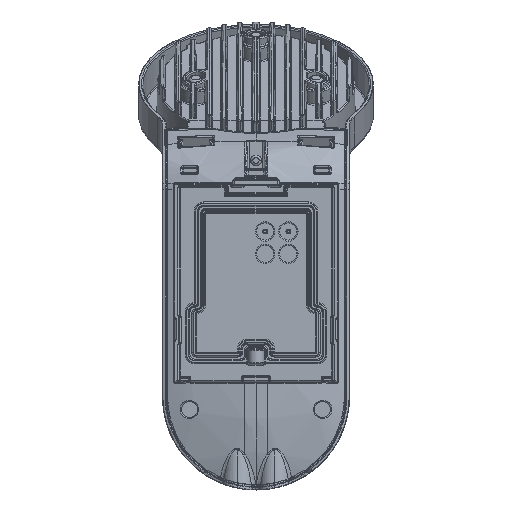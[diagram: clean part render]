
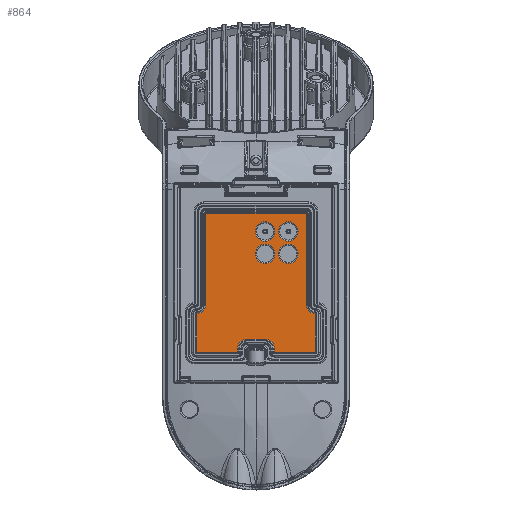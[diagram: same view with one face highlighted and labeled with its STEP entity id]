
A CAD part, left-side view. The second image highlights one B-rep face of the part: STEP entity #864.
In plain terms, the highlighted planar face has unit normal (-1, 0, 0).
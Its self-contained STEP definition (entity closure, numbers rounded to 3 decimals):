
#367=CARTESIAN_POINT('Vertex',(4.,0.226,-20.731)) ;
#370=CARTESIAN_POINT('Axis2P3D Location',(4.,-4.024,-20.731)) ;
#374=CARTESIAN_POINT('Vertex',(4.,-8.274,-20.731)) ;
#406=CARTESIAN_POINT('Axis2P3D Location',(4.,-4.024,-20.731)) ;
#458=CARTESIAN_POINT('Vertex',(4.,-18.437,-20.731)) ;
#461=CARTESIAN_POINT('Axis2P3D Location',(4.,-14.187,-20.731)) ;
#465=CARTESIAN_POINT('Vertex',(4.,-9.937,-20.731)) ;
#497=CARTESIAN_POINT('Axis2P3D Location',(4.,-14.187,-20.731)) ;
#568=CARTESIAN_POINT('Vertex',(4.,0.226,-30.543)) ;
#571=CARTESIAN_POINT('Axis2P3D Location',(4.,-4.024,-30.543)) ;
#575=CARTESIAN_POINT('Vertex',(4.,-8.274,-30.543)) ;
#607=CARTESIAN_POINT('Axis2P3D Location',(4.,-4.024,-30.543)) ;
#678=CARTESIAN_POINT('Vertex',(4.,-18.437,-30.543)) ;
#681=CARTESIAN_POINT('Axis2P3D Location',(4.,-14.187,-30.543)) ;
#685=CARTESIAN_POINT('Vertex',(4.,-9.937,-30.543)) ;
#717=CARTESIAN_POINT('Axis2P3D Location',(4.,-14.187,-30.543)) ;
#729=CARTESIAN_POINT('Axis2P3D Location',(4.,0.,0.)) ;
#734=CARTESIAN_POINT('Line Origine',(4.,0.,-12.8)) ;
#738=CARTESIAN_POINT('Vertex',(4.,-22.1,-12.8)) ;
#740=CARTESIAN_POINT('Vertex',(4.,22.1,-12.8)) ;
#743=CARTESIAN_POINT('Line Origine',(4.,22.1,-32.744)) ;
#747=CARTESIAN_POINT('Vertex',(4.,22.1,-52.688)) ;
#750=CARTESIAN_POINT('Axis2P3D Location',(4.,26.1,-52.688)) ;
#754=CARTESIAN_POINT('Vertex',(4.,26.,-56.686)) ;
#757=CARTESIAN_POINT('Line Origine',(4.,26.,-65.188)) ;
#761=CARTESIAN_POINT('Vertex',(4.,26.,-73.69)) ;
#764=CARTESIAN_POINT('Line Origine',(4.,17.,-73.69)) ;
#768=CARTESIAN_POINT('Vertex',(4.,8.,-73.69)) ;
#771=CARTESIAN_POINT('Line Origine',(4.,8.,-72.84)) ;
#775=CARTESIAN_POINT('Vertex',(4.,8.,-71.99)) ;
#778=CARTESIAN_POINT('Axis2P3D Location',(4.,4.,-71.99)) ;
#782=CARTESIAN_POINT('Vertex',(4.,4.,-67.99)) ;
#785=CARTESIAN_POINT('Line Origine',(4.,0.,-67.99)) ;
#789=CARTESIAN_POINT('Vertex',(4.,-4.,-67.99)) ;
#792=CARTESIAN_POINT('Axis2P3D Location',(4.,-4.,-71.99)) ;
#796=CARTESIAN_POINT('Vertex',(4.,-8.,-71.99)) ;
#799=CARTESIAN_POINT('Line Origine',(4.,-8.,-72.84)) ;
#803=CARTESIAN_POINT('Vertex',(4.,-8.,-73.69)) ;
#806=CARTESIAN_POINT('Line Origine',(4.,-17.,-73.69)) ;
#810=CARTESIAN_POINT('Vertex',(4.,-26.,-73.69)) ;
#813=CARTESIAN_POINT('Line Origine',(4.,-26.,-65.188)) ;
#817=CARTESIAN_POINT('Vertex',(4.,-26.,-56.686)) ;
#820=CARTESIAN_POINT('Axis2P3D Location',(4.,-26.1,-52.688)) ;
#824=CARTESIAN_POINT('Vertex',(4.,-22.1,-52.688)) ;
#827=CARTESIAN_POINT('Line Origine',(4.,-22.1,-32.744)) ;
#371=DIRECTION('Axis2P3D Direction',(-1.,0.,0.)) ;
#407=DIRECTION('Axis2P3D Direction',(-1.,-0.,0.)) ;
#462=DIRECTION('Axis2P3D Direction',(-1.,-0.,0.)) ;
#498=DIRECTION('Axis2P3D Direction',(-1.,0.,0.)) ;
#572=DIRECTION('Axis2P3D Direction',(-1.,0.,0.)) ;
#608=DIRECTION('Axis2P3D Direction',(-1.,-0.,0.)) ;
#682=DIRECTION('Axis2P3D Direction',(-1.,-0.,0.)) ;
#718=DIRECTION('Axis2P3D Direction',(-1.,0.,0.)) ;
#730=DIRECTION('Axis2P3D Direction',(-1.,0.,0.)) ;
#731=DIRECTION('Axis2P3D XDirection',(0.,-1.,0.)) ;
#735=DIRECTION('Vector Direction',(0.,-1.,0.)) ;
#744=DIRECTION('Vector Direction',(0.,0.,-1.)) ;
#751=DIRECTION('Axis2P3D Direction',(-1.,0.,0.)) ;
#758=DIRECTION('Vector Direction',(0.,0.,-1.)) ;
#765=DIRECTION('Vector Direction',(0.,-1.,0.)) ;
#772=DIRECTION('Vector Direction',(0.,0.,1.)) ;
#779=DIRECTION('Axis2P3D Direction',(-1.,0.,0.)) ;
#786=DIRECTION('Vector Direction',(0.,-1.,0.)) ;
#793=DIRECTION('Axis2P3D Direction',(-1.,0.,0.)) ;
#800=DIRECTION('Vector Direction',(0.,0.,1.)) ;
#807=DIRECTION('Vector Direction',(0.,-1.,0.)) ;
#814=DIRECTION('Vector Direction',(0.,0.,-1.)) ;
#821=DIRECTION('Axis2P3D Direction',(-1.,0.,0.)) ;
#828=DIRECTION('Vector Direction',(0.,0.,-1.)) ;
#372=AXIS2_PLACEMENT_3D('Circle Axis2P3D',#370,#371,$) ;
#408=AXIS2_PLACEMENT_3D('Circle Axis2P3D',#406,#407,$) ;
#463=AXIS2_PLACEMENT_3D('Circle Axis2P3D',#461,#462,$) ;
#499=AXIS2_PLACEMENT_3D('Circle Axis2P3D',#497,#498,$) ;
#573=AXIS2_PLACEMENT_3D('Circle Axis2P3D',#571,#572,$) ;
#609=AXIS2_PLACEMENT_3D('Circle Axis2P3D',#607,#608,$) ;
#683=AXIS2_PLACEMENT_3D('Circle Axis2P3D',#681,#682,$) ;
#719=AXIS2_PLACEMENT_3D('Circle Axis2P3D',#717,#718,$) ;
#732=AXIS2_PLACEMENT_3D('Plane Axis2P3D',#729,#730,#731) ;
#752=AXIS2_PLACEMENT_3D('Circle Axis2P3D',#750,#751,$) ;
#780=AXIS2_PLACEMENT_3D('Circle Axis2P3D',#778,#779,$) ;
#794=AXIS2_PLACEMENT_3D('Circle Axis2P3D',#792,#793,$) ;
#822=AXIS2_PLACEMENT_3D('Circle Axis2P3D',#820,#821,$) ;
#833=ORIENTED_EDGE('',*,*,#742,.T.) ;
#834=ORIENTED_EDGE('',*,*,#749,.F.) ;
#835=ORIENTED_EDGE('',*,*,#756,.F.) ;
#836=ORIENTED_EDGE('',*,*,#763,.F.) ;
#837=ORIENTED_EDGE('',*,*,#770,.F.) ;
#838=ORIENTED_EDGE('',*,*,#777,.F.) ;
#839=ORIENTED_EDGE('',*,*,#784,.F.) ;
#840=ORIENTED_EDGE('',*,*,#791,.T.) ;
#841=ORIENTED_EDGE('',*,*,#798,.T.) ;
#842=ORIENTED_EDGE('',*,*,#805,.T.) ;
#843=ORIENTED_EDGE('',*,*,#812,.T.) ;
#844=ORIENTED_EDGE('',*,*,#819,.T.) ;
#845=ORIENTED_EDGE('',*,*,#826,.T.) ;
#846=ORIENTED_EDGE('',*,*,#831,.T.) ;
#849=ORIENTED_EDGE('',*,*,#577,.F.) ;
#850=ORIENTED_EDGE('',*,*,#611,.F.) ;
#853=ORIENTED_EDGE('',*,*,#721,.F.) ;
#854=ORIENTED_EDGE('',*,*,#687,.F.) ;
#857=ORIENTED_EDGE('',*,*,#501,.F.) ;
#858=ORIENTED_EDGE('',*,*,#467,.F.) ;
#861=ORIENTED_EDGE('',*,*,#410,.F.) ;
#862=ORIENTED_EDGE('',*,*,#376,.F.) ;
#851=FACE_BOUND('',#848,.T.) ;
#855=FACE_BOUND('',#852,.T.) ;
#859=FACE_BOUND('',#856,.T.) ;
#863=FACE_BOUND('',#860,.T.) ;
#736=VECTOR('Line Direction',#735,1.) ;
#745=VECTOR('Line Direction',#744,1.) ;
#759=VECTOR('Line Direction',#758,1.) ;
#766=VECTOR('Line Direction',#765,1.) ;
#773=VECTOR('Line Direction',#772,1.) ;
#787=VECTOR('Line Direction',#786,1.) ;
#801=VECTOR('Line Direction',#800,1.) ;
#808=VECTOR('Line Direction',#807,1.) ;
#815=VECTOR('Line Direction',#814,1.) ;
#829=VECTOR('Line Direction',#828,1.) ;
#864=ADVANCED_FACE('Body.2',(#847,#851,#855,#859,#863),#733,.T.) ;
#373=CIRCLE('generated circle',#372,4.25) ;
#409=CIRCLE('generated circle',#408,4.25) ;
#464=CIRCLE('generated circle',#463,4.25) ;
#500=CIRCLE('generated circle',#499,4.25) ;
#574=CIRCLE('generated circle',#573,4.25) ;
#610=CIRCLE('generated circle',#609,4.25) ;
#684=CIRCLE('generated circle',#683,4.25) ;
#720=CIRCLE('generated circle',#719,4.25) ;
#753=CIRCLE('generated circle',#752,4.) ;
#781=CIRCLE('generated circle',#780,4.) ;
#795=CIRCLE('generated circle',#794,4.) ;
#823=CIRCLE('generated circle',#822,4.) ;
#376=EDGE_CURVE('',#368,#375,#373,.T.) ;
#410=EDGE_CURVE('',#375,#368,#409,.T.) ;
#467=EDGE_CURVE('',#459,#466,#464,.T.) ;
#501=EDGE_CURVE('',#466,#459,#500,.T.) ;
#577=EDGE_CURVE('',#569,#576,#574,.T.) ;
#611=EDGE_CURVE('',#576,#569,#610,.T.) ;
#687=EDGE_CURVE('',#679,#686,#684,.T.) ;
#721=EDGE_CURVE('',#686,#679,#720,.T.) ;
#742=EDGE_CURVE('',#739,#741,#737,.F.) ;
#749=EDGE_CURVE('',#748,#741,#746,.F.) ;
#756=EDGE_CURVE('',#755,#748,#753,.T.) ;
#763=EDGE_CURVE('',#762,#755,#760,.F.) ;
#770=EDGE_CURVE('',#769,#762,#767,.F.) ;
#777=EDGE_CURVE('',#776,#769,#774,.F.) ;
#784=EDGE_CURVE('',#783,#776,#781,.T.) ;
#791=EDGE_CURVE('',#783,#790,#788,.T.) ;
#798=EDGE_CURVE('',#790,#797,#795,.F.) ;
#805=EDGE_CURVE('',#797,#804,#802,.F.) ;
#812=EDGE_CURVE('',#804,#811,#809,.T.) ;
#819=EDGE_CURVE('',#811,#818,#816,.F.) ;
#826=EDGE_CURVE('',#818,#825,#823,.F.) ;
#831=EDGE_CURVE('',#825,#739,#830,.F.) ;
#832=EDGE_LOOP('',(#833,#834,#835,#836,#837,#838,#839,#840,#841,#842,#843,#844,#845,#846)) ;
#848=EDGE_LOOP('',(#849,#850)) ;
#852=EDGE_LOOP('',(#853,#854)) ;
#856=EDGE_LOOP('',(#857,#858)) ;
#860=EDGE_LOOP('',(#861,#862)) ;
#847=FACE_OUTER_BOUND('',#832,.T.) ;
#737=LINE('Line',#734,#736) ;
#746=LINE('Line',#743,#745) ;
#760=LINE('Line',#757,#759) ;
#767=LINE('Line',#764,#766) ;
#774=LINE('Line',#771,#773) ;
#788=LINE('Line',#785,#787) ;
#802=LINE('Line',#799,#801) ;
#809=LINE('Line',#806,#808) ;
#816=LINE('Line',#813,#815) ;
#830=LINE('Line',#827,#829) ;
#733=PLANE('',#732) ;
#368=VERTEX_POINT('',#367) ;
#375=VERTEX_POINT('',#374) ;
#459=VERTEX_POINT('',#458) ;
#466=VERTEX_POINT('',#465) ;
#569=VERTEX_POINT('',#568) ;
#576=VERTEX_POINT('',#575) ;
#679=VERTEX_POINT('',#678) ;
#686=VERTEX_POINT('',#685) ;
#739=VERTEX_POINT('',#738) ;
#741=VERTEX_POINT('',#740) ;
#748=VERTEX_POINT('',#747) ;
#755=VERTEX_POINT('',#754) ;
#762=VERTEX_POINT('',#761) ;
#769=VERTEX_POINT('',#768) ;
#776=VERTEX_POINT('',#775) ;
#783=VERTEX_POINT('',#782) ;
#790=VERTEX_POINT('',#789) ;
#797=VERTEX_POINT('',#796) ;
#804=VERTEX_POINT('',#803) ;
#811=VERTEX_POINT('',#810) ;
#818=VERTEX_POINT('',#817) ;
#825=VERTEX_POINT('',#824) ;
